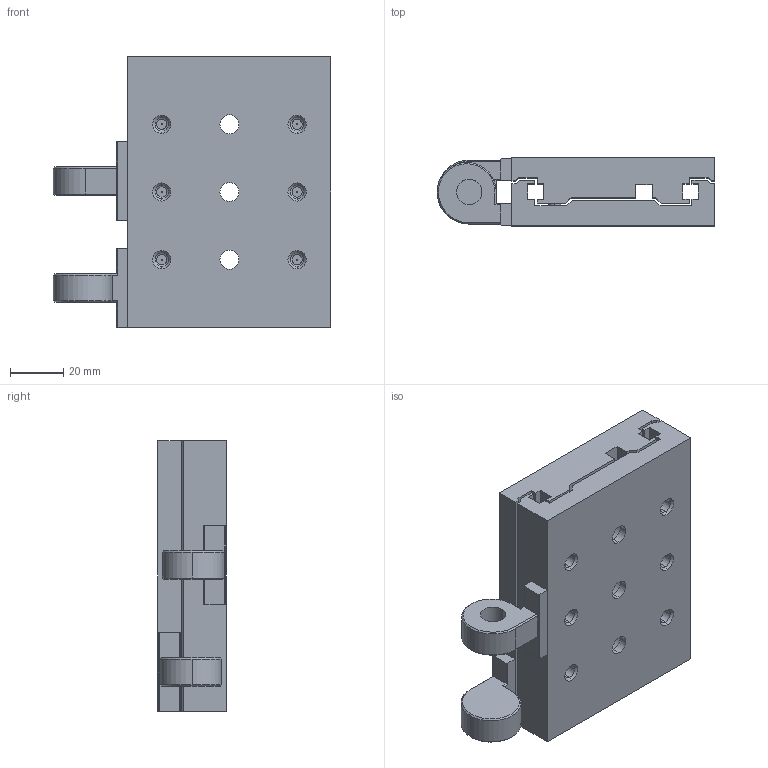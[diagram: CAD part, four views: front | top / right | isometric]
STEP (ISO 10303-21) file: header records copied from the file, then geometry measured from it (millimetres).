
FILE_DESCRIPTION((''),'2;1');
FILE_NAME('433','2023-01-09T17:16:43',('Administrator'),(''),'CREO PARAMETRIC BY PTC INC, 2019030','CREO PARAMETRIC BY PTC INC, 2019030','');
FILE_SCHEMA(('AUTOMOTIVE_DESIGN { 1 0 10303 214 1 1 1 1 }'));
Length unit declared in the file: inch
Products named in the file (1): 433
Bounding box: 104.27 x 25.65 x 101.6 mm (x, y, z)
Volume: 180348.7 mm3; surface area: 53800.5 mm2
Topology: 1 solids, 1 shells, 224 faces, 583 edges, 348 vertices
Faces by surface type: plane 94, cone 68, cylinder 62
Entity records: 8417 total; most frequent: DIRECTION 1166, CARTESIAN_POINT 1126, ORIENTED_EDGE 1094, PRESENTATION_STYLE_ASSIGNMENT 549, STYLED_ITEM 549, CURVE_STYLE 548, EDGE_CURVE 547, AXIS2_PLACEMENT_3D 395
